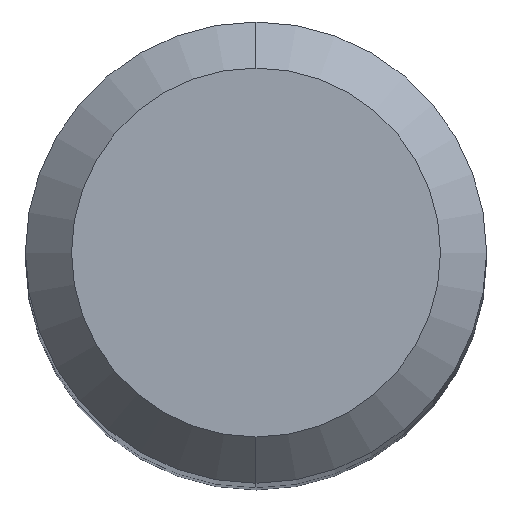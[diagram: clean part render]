
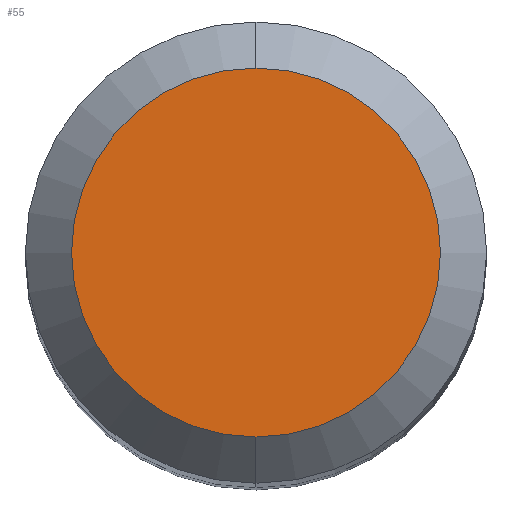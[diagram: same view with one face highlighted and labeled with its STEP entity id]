
A CAD part, top view. The second image highlights one B-rep face of the part: STEP entity #55.
In plain terms, the highlighted planar face has unit normal (0, 0, 1).
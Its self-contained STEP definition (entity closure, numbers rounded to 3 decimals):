
#55=ADVANCED_FACE('',(#111),#112,.T.);
#111=FACE_OUTER_BOUND('',#170,.T.);
#112=PLANE('',#171);
#170=EDGE_LOOP('',(#236,#237));
#171=AXIS2_PLACEMENT_3D('',#238,#239,#240);
#236=ORIENTED_EDGE('',*,*,#292,.F.);
#237=ORIENTED_EDGE('',*,*,#296,.F.);
#238=CARTESIAN_POINT('',(0.,1.6,36.0));
#239=DIRECTION('',(0.,0.0,1.0));
#240=DIRECTION('',(0.0,-1.0,0.0));
#292=EDGE_CURVE('',#335,#337,#338,.T.);
#296=EDGE_CURVE('',#337,#335,#342,.T.);
#335=VERTEX_POINT('',#377);
#337=VERTEX_POINT('',#380);
#338=CIRCLE('',#381,3.2);
#342=CIRCLE('',#386,3.2);
#377=CARTESIAN_POINT('',(0.,3.2,36.0));
#380=CARTESIAN_POINT('',(0.,-3.2,36.0));
#381=AXIS2_PLACEMENT_3D('',#416,#417,#418);
#386=AXIS2_PLACEMENT_3D('',#423,#424,#425);
#416=CARTESIAN_POINT('',(0.,0.0,36.0));
#417=DIRECTION('',(0.,0.0,-1.0));
#418=DIRECTION('',(0.0,1.0,0.0));
#423=CARTESIAN_POINT('',(0.,0.0,36.0));
#424=DIRECTION('',(0.,0.0,-1.0));
#425=DIRECTION('',(0.0,1.0,0.0));
